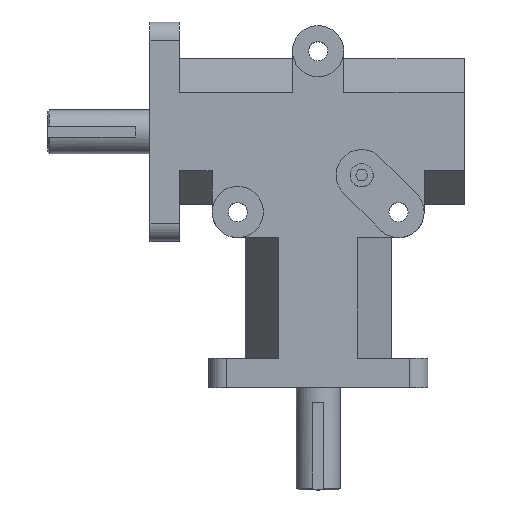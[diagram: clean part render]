
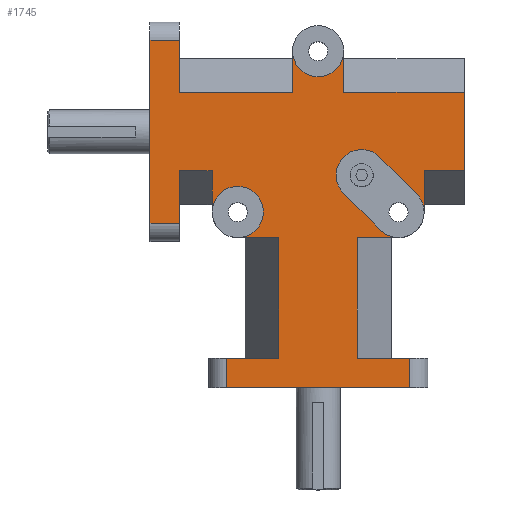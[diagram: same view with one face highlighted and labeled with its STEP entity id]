
A CAD part, top view. The second image highlights one B-rep face of the part: STEP entity #1745.
In plain terms, the highlighted planar face has unit normal (0, 0, 1).
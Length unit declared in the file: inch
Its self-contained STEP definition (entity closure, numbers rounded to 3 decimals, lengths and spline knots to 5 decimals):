
#28=VECTOR('',#1964,1.);
#29=VECTOR('',#1965,1.);
#30=VECTOR('',#1966,1.);
#31=VECTOR('',#1967,1.);
#32=VECTOR('',#1970,1.);
#33=VECTOR('',#1973,1.);
#34=VECTOR('',#1976,1.);
#35=VECTOR('',#1977,1.);
#36=VECTOR('',#1978,1.);
#37=VECTOR('',#1979,1.);
#38=VECTOR('',#1980,1.);
#39=VECTOR('',#1983,1.);
#40=VECTOR('',#1984,1.);
#41=VECTOR('',#1985,1.);
#42=VECTOR('',#1986,1.);
#43=VECTOR('',#1987,1.);
#44=VECTOR('',#1988,1.);
#45=VECTOR('',#1989,1.);
#46=VECTOR('',#1990,1.);
#47=VECTOR('',#1991,1.);
#48=VECTOR('',#1992,1.);
#49=VECTOR('',#1993,1.);
#50=VECTOR('',#1994,1.);
#51=VECTOR('',#1995,1.);
#52=VECTOR('',#1996,1.);
#190=LINE('',#2439,#28);
#191=LINE('',#2442,#29);
#192=LINE('',#2444,#30);
#193=LINE('',#2446,#31);
#194=LINE('',#2450,#32);
#195=LINE('',#2454,#33);
#196=LINE('',#2458,#34);
#197=LINE('',#2460,#35);
#198=LINE('',#2462,#36);
#199=LINE('',#2464,#37);
#200=LINE('',#2466,#38);
#201=LINE('',#2470,#39);
#202=LINE('',#2472,#40);
#203=LINE('',#2474,#41);
#204=LINE('',#2476,#42);
#205=LINE('',#2478,#43);
#206=LINE('',#2480,#44);
#207=LINE('',#2482,#45);
#208=LINE('',#2484,#46);
#209=LINE('',#2486,#47);
#210=LINE('',#2487,#48);
#211=LINE('',#2489,#49);
#212=LINE('',#2491,#50);
#213=LINE('',#2493,#51);
#214=LINE('',#2495,#52);
#398=VERTEX_POINT('',#2431);
#400=VERTEX_POINT('',#2434);
#402=VERTEX_POINT('',#2440);
#403=VERTEX_POINT('',#2441);
#404=VERTEX_POINT('',#2443);
#405=VERTEX_POINT('',#2445);
#406=VERTEX_POINT('',#2447);
#407=VERTEX_POINT('',#2449);
#408=VERTEX_POINT('',#2451);
#409=VERTEX_POINT('',#2453);
#410=VERTEX_POINT('',#2455);
#411=VERTEX_POINT('',#2457);
#412=VERTEX_POINT('',#2459);
#413=VERTEX_POINT('',#2461);
#414=VERTEX_POINT('',#2463);
#415=VERTEX_POINT('',#2465);
#416=VERTEX_POINT('',#2467);
#417=VERTEX_POINT('',#2469);
#418=VERTEX_POINT('',#2471);
#419=VERTEX_POINT('',#2473);
#420=VERTEX_POINT('',#2475);
#421=VERTEX_POINT('',#2477);
#422=VERTEX_POINT('',#2479);
#423=VERTEX_POINT('',#2481);
#424=VERTEX_POINT('',#2483);
#425=VERTEX_POINT('',#2485);
#426=VERTEX_POINT('',#2488);
#427=VERTEX_POINT('',#2490);
#428=VERTEX_POINT('',#2492);
#429=VERTEX_POINT('',#2494);
#580=CIRCLE('',#2965,0.4375);
#582=CIRCLE('',#2968,0.4375);
#583=CIRCLE('',#2969,0.4375);
#584=CIRCLE('',#2970,0.4375);
#585=CIRCLE('',#2971,0.4375);
#663=EDGE_CURVE('',#400,#398,#580,.T.);
#666=EDGE_CURVE('',#402,#403,#190,.T.);
#667=EDGE_CURVE('',#404,#402,#191,.T.);
#668=EDGE_CURVE('',#405,#404,#192,.T.);
#669=EDGE_CURVE('',#406,#405,#193,.T.);
#670=EDGE_CURVE('',#406,#407,#582,.T.);
#671=EDGE_CURVE('',#407,#408,#194,.T.);
#672=EDGE_CURVE('',#408,#409,#583,.T.);
#673=EDGE_CURVE('',#409,#410,#195,.T.);
#674=EDGE_CURVE('',#410,#411,#584,.T.);
#675=EDGE_CURVE('',#412,#411,#196,.T.);
#676=EDGE_CURVE('',#413,#412,#197,.T.);
#677=EDGE_CURVE('',#413,#414,#198,.T.);
#678=EDGE_CURVE('',#415,#414,#199,.T.);
#679=EDGE_CURVE('',#416,#415,#200,.T.);
#680=EDGE_CURVE('',#416,#417,#585,.T.);
#681=EDGE_CURVE('',#418,#417,#201,.T.);
#682=EDGE_CURVE('',#419,#418,#202,.T.);
#683=EDGE_CURVE('',#420,#419,#203,.T.);
#684=EDGE_CURVE('',#421,#420,#204,.T.);
#685=EDGE_CURVE('',#422,#421,#205,.T.);
#686=EDGE_CURVE('',#423,#422,#206,.T.);
#687=EDGE_CURVE('',#424,#423,#207,.T.);
#688=EDGE_CURVE('',#425,#424,#208,.T.);
#689=EDGE_CURVE('',#400,#425,#209,.T.);
#690=EDGE_CURVE('',#426,#398,#210,.T.);
#691=EDGE_CURVE('',#427,#426,#211,.T.);
#692=EDGE_CURVE('',#428,#427,#212,.T.);
#693=EDGE_CURVE('',#429,#428,#213,.T.);
#694=EDGE_CURVE('',#403,#429,#214,.T.);
#914=ORIENTED_EDGE('',*,*,#666,.F.);
#915=ORIENTED_EDGE('',*,*,#667,.F.);
#916=ORIENTED_EDGE('',*,*,#668,.F.);
#917=ORIENTED_EDGE('',*,*,#669,.F.);
#918=ORIENTED_EDGE('',*,*,#670,.T.);
#919=ORIENTED_EDGE('',*,*,#671,.T.);
#920=ORIENTED_EDGE('',*,*,#672,.T.);
#921=ORIENTED_EDGE('',*,*,#673,.T.);
#922=ORIENTED_EDGE('',*,*,#674,.T.);
#923=ORIENTED_EDGE('',*,*,#675,.F.);
#924=ORIENTED_EDGE('',*,*,#676,.F.);
#925=ORIENTED_EDGE('',*,*,#677,.T.);
#926=ORIENTED_EDGE('',*,*,#678,.F.);
#927=ORIENTED_EDGE('',*,*,#679,.F.);
#928=ORIENTED_EDGE('',*,*,#680,.T.);
#929=ORIENTED_EDGE('',*,*,#681,.F.);
#930=ORIENTED_EDGE('',*,*,#682,.F.);
#931=ORIENTED_EDGE('',*,*,#683,.F.);
#932=ORIENTED_EDGE('',*,*,#684,.F.);
#933=ORIENTED_EDGE('',*,*,#685,.F.);
#934=ORIENTED_EDGE('',*,*,#686,.F.);
#935=ORIENTED_EDGE('',*,*,#687,.F.);
#936=ORIENTED_EDGE('',*,*,#688,.F.);
#937=ORIENTED_EDGE('',*,*,#689,.F.);
#938=ORIENTED_EDGE('',*,*,#663,.T.);
#939=ORIENTED_EDGE('',*,*,#690,.F.);
#940=ORIENTED_EDGE('',*,*,#691,.F.);
#941=ORIENTED_EDGE('',*,*,#692,.F.);
#942=ORIENTED_EDGE('',*,*,#693,.F.);
#943=ORIENTED_EDGE('',*,*,#694,.F.);
#1407=EDGE_LOOP('',(#914,#915,#916,#917,#918,#919,#920,#921,#922,#923,#924,
#925,#926,#927,#928,#929,#930,#931,#932,#933,#934,#935,#936,#937,#938,#939,
#940,#941,#942,#943));
#1581=FACE_BOUND('',#1407,.T.);
#1745=ADVANCED_FACE('',(#1581),#1854,.T.);
#1854=PLANE('',#2967);
#1958=DIRECTION('',(0.,0.,-1.));
#1959=DIRECTION('',(0.438,0.,0.));
#1963=DIRECTION('',(0.,0.,1.));
#1964=DIRECTION('',(0.,-1.,0.));
#1965=DIRECTION('',(1.,0.,0.));
#1966=DIRECTION('',(0.,-1.,0.));
#1967=DIRECTION('',(-1.,0.,0.));
#1968=DIRECTION('',(0.,0.,-1.));
#1969=DIRECTION('',(0.438,0.,0.));
#1970=DIRECTION('',(-0.707,0.707,0.));
#1971=DIRECTION('',(0.,0.,-1.));
#1972=DIRECTION('',(0.438,0.,0.));
#1973=DIRECTION('',(0.707,-0.707,0.));
#1974=DIRECTION('',(0.,0.,-1.));
#1975=DIRECTION('',(0.438,0.,0.));
#1976=DIRECTION('',(0.,-1.,0.));
#1977=DIRECTION('',(-1.,0.,0.));
#1978=DIRECTION('',(0.,1.,0.));
#1979=DIRECTION('',(1.,0.,0.));
#1980=DIRECTION('',(0.,-1.,0.));
#1981=DIRECTION('',(0.,0.,-1.));
#1982=DIRECTION('',(0.438,0.,0.));
#1983=DIRECTION('',(0.,1.,0.));
#1984=DIRECTION('',(1.,0.,0.));
#1985=DIRECTION('',(0.,-1.,0.));
#1986=DIRECTION('',(1.,0.,0.));
#1987=DIRECTION('',(0.,1.,0.));
#1988=DIRECTION('',(-1.,0.,0.));
#1989=DIRECTION('',(0.,-1.,0.));
#1990=DIRECTION('',(-1.,0.,0.));
#1991=DIRECTION('',(0.,1.,0.));
#1992=DIRECTION('',(-1.,0.,0.));
#1993=DIRECTION('',(0.,1.,0.));
#1994=DIRECTION('',(1.,0.,0.));
#1995=DIRECTION('',(0.,1.,0.));
#1996=DIRECTION('',(-1.,0.,0.));
#2431=CARTESIAN_POINT('',(-1.375,2.5625,1.25));
#2433=CARTESIAN_POINT('',(-1.375,3.,1.25));
#2434=CARTESIAN_POINT('',(-1.8125,3.,1.25));
#2438=CARTESIAN_POINT('',(0.,3.25984,1.25));
#2439=CARTESIAN_POINT('',(1.565,1.62992,1.25));
#2440=CARTESIAN_POINT('',(1.565,0.5,1.25));
#2441=CARTESIAN_POINT('',(1.565,0.,1.25));
#2442=CARTESIAN_POINT('',(1.25,0.5,1.25));
#2443=CARTESIAN_POINT('',(0.67265,0.5,1.25));
#2444=CARTESIAN_POINT('',(0.67265,1.87992,1.25));
#2445=CARTESIAN_POINT('',(0.67265,2.5625,1.25));
#2446=CARTESIAN_POINT('',(0.625,2.5625,1.25));
#2447=CARTESIAN_POINT('',(1.375,2.5625,1.25));
#2448=CARTESIAN_POINT('',(1.375,3.,1.25));
#2449=CARTESIAN_POINT('',(1.06564,2.69064,1.25));
#2450=CARTESIAN_POINT('',(0.65693,3.09935,1.25));
#2451=CARTESIAN_POINT('',(0.43564,3.32064,1.25));
#2452=CARTESIAN_POINT('',(0.745,3.63,1.25));
#2453=CARTESIAN_POINT('',(1.05436,3.93936,1.25));
#2454=CARTESIAN_POINT('',(0.96065,4.03307,1.25));
#2455=CARTESIAN_POINT('',(1.68436,3.30936,1.25));
#2456=CARTESIAN_POINT('',(1.375,3.,1.25));
#2457=CARTESIAN_POINT('',(1.8125,3.,1.25));
#2458=CARTESIAN_POINT('',(1.8125,3.,1.25));
#2459=CARTESIAN_POINT('',(1.8125,3.70235,1.25));
#2460=CARTESIAN_POINT('',(0.90625,3.70235,1.25));
#2461=CARTESIAN_POINT('',(2.5,3.70235,1.25));
#2462=CARTESIAN_POINT('',(2.5,-0.71329,1.25));
#2463=CARTESIAN_POINT('',(2.5,5.04765,1.25));
#2464=CARTESIAN_POINT('',(1.1875,5.04765,1.25));
#2465=CARTESIAN_POINT('',(0.4375,5.04765,1.25));
#2466=CARTESIAN_POINT('',(0.4375,4.44242,1.25));
#2467=CARTESIAN_POINT('',(0.4375,5.75,1.25));
#2468=CARTESIAN_POINT('',(0.,5.75,1.25));
#2469=CARTESIAN_POINT('',(-0.4375,5.75,1.25));
#2470=CARTESIAN_POINT('',(-0.4375,5.625,1.25));
#2471=CARTESIAN_POINT('',(-0.4375,5.04765,1.25));
#2472=CARTESIAN_POINT('',(-0.21875,5.04765,1.25));
#2473=CARTESIAN_POINT('',(-2.375,5.04765,1.25));
#2474=CARTESIAN_POINT('',(-2.375,4.44242,1.25));
#2475=CARTESIAN_POINT('',(-2.375,5.94,1.25));
#2476=CARTESIAN_POINT('',(-1.1875,5.94,1.25));
#2477=CARTESIAN_POINT('',(-2.875,5.94,1.25));
#2478=CARTESIAN_POINT('',(-2.875,2.5,1.25));
#2479=CARTESIAN_POINT('',(-2.875,2.81,1.25));
#2480=CARTESIAN_POINT('',(-1.4375,2.81,1.25));
#2481=CARTESIAN_POINT('',(-2.375,2.81,1.25));
#2482=CARTESIAN_POINT('',(-2.375,2.5,1.25));
#2483=CARTESIAN_POINT('',(-2.375,3.70235,1.25));
#2484=CARTESIAN_POINT('',(-1.1875,3.70235,1.25));
#2485=CARTESIAN_POINT('',(-1.8125,3.70235,1.25));
#2486=CARTESIAN_POINT('',(-1.8125,3.19242,1.25));
#2487=CARTESIAN_POINT('',(-0.6875,2.5625,1.25));
#2488=CARTESIAN_POINT('',(-0.67265,2.5625,1.25));
#2489=CARTESIAN_POINT('',(-0.67265,2.91117,1.25));
#2490=CARTESIAN_POINT('',(-0.67265,0.5,1.25));
#2491=CARTESIAN_POINT('',(-0.625,0.5,1.25));
#2492=CARTESIAN_POINT('',(-1.565,0.5,1.25));
#2493=CARTESIAN_POINT('',(-1.565,1.87992,1.25));
#2494=CARTESIAN_POINT('',(-1.565,0.,1.25));
#2495=CARTESIAN_POINT('',(-1.875,0.,1.25));
#2965=AXIS2_PLACEMENT_3D('',#2433,#1958,#1959);
#2967=AXIS2_PLACEMENT_3D('',#2438,#1963,$);
#2968=AXIS2_PLACEMENT_3D('',#2448,#1968,#1969);
#2969=AXIS2_PLACEMENT_3D('',#2452,#1971,#1972);
#2970=AXIS2_PLACEMENT_3D('',#2456,#1974,#1975);
#2971=AXIS2_PLACEMENT_3D('',#2468,#1981,#1982);
